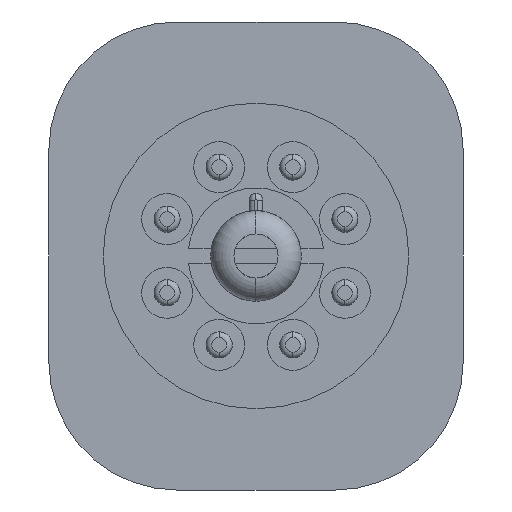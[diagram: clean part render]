
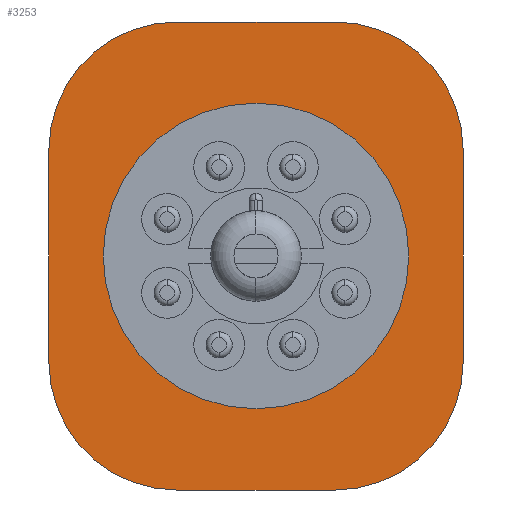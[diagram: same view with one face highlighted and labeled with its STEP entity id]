
A CAD part, front view. The second image highlights one B-rep face of the part: STEP entity #3253.
In plain terms, the highlighted planar face has unit normal (0, -1, 0).
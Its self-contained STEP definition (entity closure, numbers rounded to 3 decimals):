
#118 = DIRECTION ( 'NONE',  ( 0., -1., 0. ) ) ;
#273 = LINE ( 'NONE', #6160, #6498 ) ;
#350 = ORIENTED_EDGE ( 'NONE', *, *, #12686, .F. ) ;
#409 = LINE ( 'NONE', #2285, #6649 ) ;
#490 = LINE ( 'NONE', #3648, #10047 ) ;
#505 = ORIENTED_EDGE ( 'NONE', *, *, #13062, .T. ) ;
#514 = VERTEX_POINT ( 'NONE', #14454 ) ;
#544 = DIRECTION ( 'NONE',  ( 0., 0., 1. ) ) ;
#560 = DIRECTION ( 'NONE',  ( 0., 0., -1. ) ) ;
#1014 = CARTESIAN_POINT ( 'NONE',  ( 7.001, -26.5, 20.674 ) ) ;
#1039 = AXIS2_PLACEMENT_3D ( 'NONE', #1912, #10624, #3158 ) ;
#1228 = VERTEX_POINT ( 'NONE', #13396 ) ;
#1456 = CARTESIAN_POINT ( 'NONE',  ( 18.301, -26.5, 9.374 ) ) ;
#1546 = DIRECTION ( 'NONE',  ( 0., -1., 0. ) ) ;
#1594 = AXIS2_PLACEMENT_3D ( 'NONE', #15415, #8000, #544 ) ;
#1737 = CARTESIAN_POINT ( 'NONE',  ( 7.001, -26.5, -20.676 ) ) ;
#1764 = AXIS2_PLACEMENT_3D ( 'NONE', #7589, #118, #8840 ) ;
#1912 = CARTESIAN_POINT ( 'NONE',  ( -6.999, -26.5, -9.376 ) ) ;
#2189 = VERTEX_POINT ( 'NONE', #15579 ) ;
#2285 = CARTESIAN_POINT ( 'NONE',  ( 7.001, -26.5, -20.676 ) ) ;
#2850 = VERTEX_POINT ( 'NONE', #1014 ) ;
#2930 = AXIS2_PLACEMENT_3D ( 'NONE', #15430, #8015, #560 ) ;
#2931 = DIRECTION ( 'NONE',  ( 0., 1., 0. ) ) ;
#3158 = DIRECTION ( 'NONE',  ( 0., 0., 1. ) ) ;
#3253 = ADVANCED_FACE ( 'NONE', ( #14182, #7560 ), #4115, .F. ) ;
#3603 = CARTESIAN_POINT ( 'NONE',  ( -6.999, -26.5, 20.674 ) ) ;
#3648 = CARTESIAN_POINT ( 'NONE',  ( 18.301, -26.5, -9.376 ) ) ;
#4115 = PLANE ( 'NONE',  #12535 ) ;
#4175 = CIRCLE ( 'NONE', #2930, 11.3 ) ;
#4209 = CIRCLE ( 'NONE', #1594, 13.5 ) ;
#4493 = VERTEX_POINT ( 'NONE', #1456 ) ;
#4803 = CARTESIAN_POINT ( 'NONE',  ( -18.299, -26.5, -9.376 ) ) ;
#6135 = CIRCLE ( 'NONE', #14963, 11.3 ) ;
#6160 = CARTESIAN_POINT ( 'NONE',  ( 7.001, -26.5, 20.674 ) ) ;
#6168 = ORIENTED_EDGE ( 'NONE', *, *, #13267, .F. ) ;
#6182 = DIRECTION ( 'NONE',  ( 0., -1., 0. ) ) ;
#6347 = ORIENTED_EDGE ( 'NONE', *, *, #12757, .T. ) ;
#6498 = VECTOR ( 'NONE', #7407, 1000. ) ;
#6649 = VECTOR ( 'NONE', #14721, 1000. ) ;
#7078 = CARTESIAN_POINT ( 'NONE',  ( 18.301, -26.5, -9.376 ) ) ;
#7209 = VERTEX_POINT ( 'NONE', #3603 ) ;
#7239 = VECTOR ( 'NONE', #12280, 1000. ) ;
#7407 = DIRECTION ( 'NONE',  ( -1., 0., 0. ) ) ;
#7560 = FACE_BOUND ( 'NONE', #7801, .T. ) ;
#7589 = CARTESIAN_POINT ( 'NONE',  ( 7.001, -26.5, -9.376 ) ) ;
#7801 = EDGE_LOOP ( 'NONE', ( #6168, #350 ) ) ;
#8000 = DIRECTION ( 'NONE',  ( 0., -1., 0. ) ) ;
#8015 = DIRECTION ( 'NONE',  ( 0., -1., 0. ) ) ;
#8202 = CIRCLE ( 'NONE', #1039, 11.3 ) ;
#8294 = ORIENTED_EDGE ( 'NONE', *, *, #12228, .T. ) ;
#8419 = LINE ( 'NONE', #4803, #7239 ) ;
#8840 = DIRECTION ( 'NONE',  ( 0., 0., -1. ) ) ;
#8994 = VERTEX_POINT ( 'NONE', #7078 ) ;
#9001 = CARTESIAN_POINT ( 'NONE',  ( 0., -26.5, 0. ) ) ;
#9101 = ORIENTED_EDGE ( 'NONE', *, *, #11926, .T. ) ;
#9641 = VERTEX_POINT ( 'NONE', #14724 ) ;
#10047 = VECTOR ( 'NONE', #12365, 1000. ) ;
#10114 = CARTESIAN_POINT ( 'NONE',  ( -18.299, -26.5, 9.374 ) ) ;
#10268 = EDGE_CURVE ( 'NONE', #10488, #8994, #10473, .T. ) ;
#10269 = DIRECTION ( 'NONE',  ( 0., 0., 1. ) ) ;
#10399 = CARTESIAN_POINT ( 'NONE',  ( -7., -26.5, -9.375 ) ) ;
#10473 = CIRCLE ( 'NONE', #1764, 11.3 ) ;
#10488 = VERTEX_POINT ( 'NONE', #1737 ) ;
#10624 = DIRECTION ( 'NONE',  ( 0., -1., 0. ) ) ;
#10782 = EDGE_CURVE ( 'NONE', #8994, #4493, #490, .T. ) ;
#11085 = EDGE_CURVE ( 'NONE', #4493, #2850, #6135, .T. ) ;
#11199 = ORIENTED_EDGE ( 'NONE', *, *, #11606, .T. ) ;
#11377 = AXIS2_PLACEMENT_3D ( 'NONE', #9001, #1546, #10269 ) ;
#11606 = EDGE_CURVE ( 'NONE', #2850, #7209, #273, .T. ) ;
#11632 = DIRECTION ( 'NONE',  ( 0., 0., 1. ) ) ;
#11926 = EDGE_CURVE ( 'NONE', #7209, #12386, #4175, .T. ) ;
#11998 = EDGE_LOOP ( 'NONE', ( #14121, #12978, #12035, #11199, #9101, #8294, #6347, #505 ) ) ;
#12035 = ORIENTED_EDGE ( 'NONE', *, *, #11085, .T. ) ;
#12228 = EDGE_CURVE ( 'NONE', #12386, #514, #8419, .T. ) ;
#12280 = DIRECTION ( 'NONE',  ( 0., 0., -1. ) ) ;
#12365 = DIRECTION ( 'NONE',  ( 0., 0., 1. ) ) ;
#12386 = VERTEX_POINT ( 'NONE', #10114 ) ;
#12535 = AXIS2_PLACEMENT_3D ( 'NONE', #10399, #2931, #11632 ) ;
#12686 = EDGE_CURVE ( 'NONE', #2189, #1228, #13079, .T. ) ;
#12757 = EDGE_CURVE ( 'NONE', #514, #9641, #8202, .T. ) ;
#12978 = ORIENTED_EDGE ( 'NONE', *, *, #10782, .T. ) ;
#13062 = EDGE_CURVE ( 'NONE', #9641, #10488, #409, .T. ) ;
#13079 = CIRCLE ( 'NONE', #11377, 13.5 ) ;
#13267 = EDGE_CURVE ( 'NONE', #1228, #2189, #4209, .T. ) ;
#13396 = CARTESIAN_POINT ( 'NONE',  ( 0., -26.5, 13.5 ) ) ;
#13636 = CARTESIAN_POINT ( 'NONE',  ( 7.001, -26.5, 9.374 ) ) ;
#14121 = ORIENTED_EDGE ( 'NONE', *, *, #10268, .T. ) ;
#14182 = FACE_OUTER_BOUND ( 'NONE', #11998, .T. ) ;
#14454 = CARTESIAN_POINT ( 'NONE',  ( -18.299, -26.5, -9.376 ) ) ;
#14721 = DIRECTION ( 'NONE',  ( 1., 0., 0. ) ) ;
#14724 = CARTESIAN_POINT ( 'NONE',  ( -6.999, -26.5, -20.676 ) ) ;
#14854 = DIRECTION ( 'NONE',  ( 0., 0., -1. ) ) ;
#14963 = AXIS2_PLACEMENT_3D ( 'NONE', #13636, #6182, #14854 ) ;
#15415 = CARTESIAN_POINT ( 'NONE',  ( 0., -26.5, 0. ) ) ;
#15430 = CARTESIAN_POINT ( 'NONE',  ( -6.999, -26.5, 9.374 ) ) ;
#15579 = CARTESIAN_POINT ( 'NONE',  ( 0., -26.5, -13.5 ) ) ;
